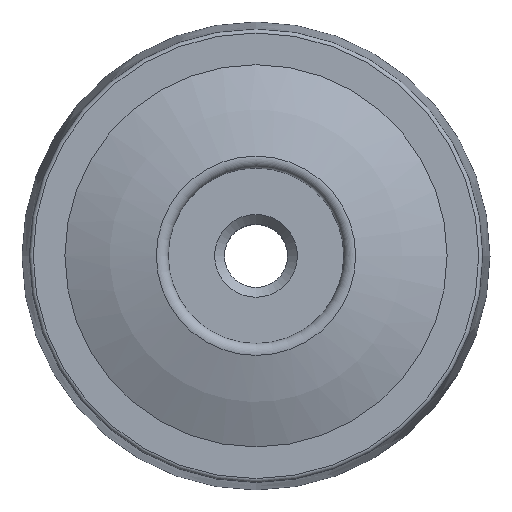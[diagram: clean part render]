
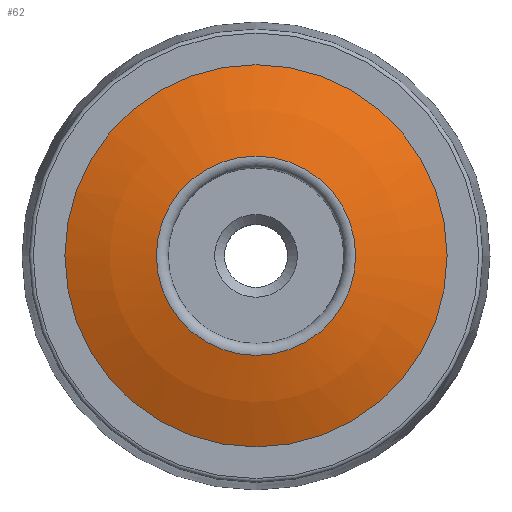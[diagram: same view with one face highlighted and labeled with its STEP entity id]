
A CAD part, top view. The second image highlights one B-rep face of the part: STEP entity #62.
In plain terms, the highlighted spherical face has radius 23.41 mm.
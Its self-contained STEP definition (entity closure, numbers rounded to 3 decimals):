
#62 = ADVANCED_FACE( '', ( #133, #134 ), #135, .T. );
#133 = FACE_OUTER_BOUND( '', #204, .T. );
#134 = FACE_OUTER_BOUND( '', #205, .T. );
#135 = SPHERICAL_SURFACE( '', #206, 23.41 );
#204 = EDGE_LOOP( '', ( #291 ) );
#205 = EDGE_LOOP( '', ( #292 ) );
#206 = AXIS2_PLACEMENT_3D( '', #293, #294, #295 );
#291 = ORIENTED_EDGE( '', *, *, #321, .T. );
#292 = ORIENTED_EDGE( '', *, *, #339, .T. );
#293 = CARTESIAN_POINT( '', ( 0., 0., -9.41 ) );
#294 = DIRECTION( '', ( 0., 0., 1. ) );
#295 = DIRECTION( '', ( 0., 1., 0. ) );
#321 = EDGE_CURVE( '', #353, #353, #354, .T. );
#339 = EDGE_CURVE( '', #382, #382, #383, .T. );
#353 = VERTEX_POINT( '', #401 );
#354 = CIRCLE( '', #402, 5.109 );
#382 = VERTEX_POINT( '', #430 );
#383 = CIRCLE( '', #431, 9.8 );
#401 = CARTESIAN_POINT( '', ( -5.109, 0., 13.436 ) );
#402 = AXIS2_PLACEMENT_3D( '', #448, #449, #450 );
#430 = CARTESIAN_POINT( '', ( 9.8, 0., 11.85 ) );
#431 = AXIS2_PLACEMENT_3D( '', #481, #482, #483 );
#448 = CARTESIAN_POINT( '', ( 0., 0., 13.436 ) );
#449 = DIRECTION( '', ( 0., 0., -1. ) );
#450 = DIRECTION( '', ( -1., 0., 0. ) );
#481 = CARTESIAN_POINT( '', ( 0., 0., 11.85 ) );
#482 = DIRECTION( '', ( 0., 0., 1. ) );
#483 = DIRECTION( '', ( 1., 0., 0. ) );
